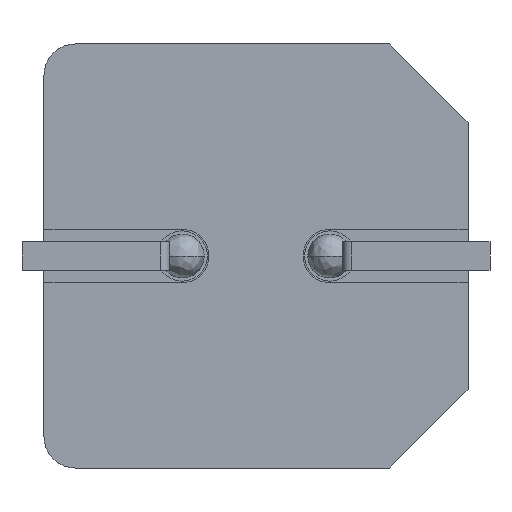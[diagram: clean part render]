
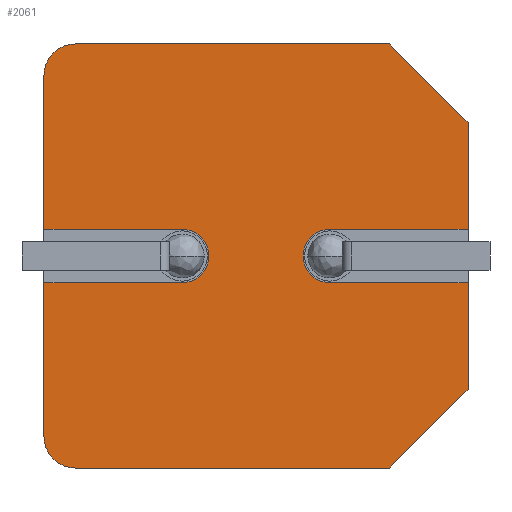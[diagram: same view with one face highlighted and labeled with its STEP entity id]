
A CAD part, front view. The second image highlights one B-rep face of the part: STEP entity #2061.
In plain terms, the highlighted planar face has unit normal (0, -1, 0).
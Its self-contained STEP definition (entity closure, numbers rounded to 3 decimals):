
#28 = VERTEX_POINT ( 'NONE', #141 ) ;
#38 = DIRECTION ( 'NONE',  ( 1., 0., 0. ) ) ;
#52 = CIRCLE ( 'NONE', #2548, 1. ) ;
#73 = VERTEX_POINT ( 'NONE', #1614 ) ;
#75 = LINE ( 'NONE', #2035, #2184 ) ;
#111 = VECTOR ( 'NONE', #3654, 1000. ) ;
#141 = CARTESIAN_POINT ( 'NONE',  ( 6.75, 0., -0.85 ) ) ;
#224 = EDGE_CURVE ( 'NONE', #1917, #73, #3702, .T. ) ;
#280 = CIRCLE ( 'NONE', #1782, 0.85 ) ;
#288 = CARTESIAN_POINT ( 'NONE',  ( -5.75, 0., 5.75 ) ) ;
#427 = CARTESIAN_POINT ( 'NONE',  ( 4.25, 0., -6.75 ) ) ;
#429 = EDGE_CURVE ( 'NONE', #1743, #1439, #3730, .T. ) ;
#459 = ORIENTED_EDGE ( 'NONE', *, *, #1333, .T. ) ;
#495 = EDGE_CURVE ( 'NONE', #3679, #1834, #759, .T. ) ;
#498 = VECTOR ( 'NONE', #3549, 1000. ) ;
#511 = ORIENTED_EDGE ( 'NONE', *, *, #2407, .T. ) ;
#519 = CARTESIAN_POINT ( 'NONE',  ( -2.35, 0., 0. ) ) ;
#552 = VECTOR ( 'NONE', #2246, 1000. ) ;
#623 = ORIENTED_EDGE ( 'NONE', *, *, #1464, .T. ) ;
#637 = EDGE_CURVE ( 'NONE', #656, #3065, #755, .T. ) ;
#656 = VERTEX_POINT ( 'NONE', #2991 ) ;
#736 = ORIENTED_EDGE ( 'NONE', *, *, #224, .T. ) ;
#755 = LINE ( 'NONE', #1726, #1613 ) ;
#759 = CIRCLE ( 'NONE', #2321, 0.85 ) ;
#808 = EDGE_CURVE ( 'NONE', #1017, #1708, #855, .T. ) ;
#820 = CARTESIAN_POINT ( 'NONE',  ( 6.75, 0., 4.25 ) ) ;
#834 = CARTESIAN_POINT ( 'NONE',  ( 0., 0., 0. ) ) ;
#855 = LINE ( 'NONE', #947, #3072 ) ;
#864 = CARTESIAN_POINT ( 'NONE',  ( -6.75, 0., 5.75 ) ) ;
#873 = CARTESIAN_POINT ( 'NONE',  ( -6.75, 0., -5.75 ) ) ;
#896 = CARTESIAN_POINT ( 'NONE',  ( 2.35, 0., -0.85 ) ) ;
#907 = DIRECTION ( 'NONE',  ( 0., 1., 0. ) ) ;
#926 = ORIENTED_EDGE ( 'NONE', *, *, #3655, .F. ) ;
#947 = CARTESIAN_POINT ( 'NONE',  ( -6.75, 0., 0. ) ) ;
#983 = CIRCLE ( 'NONE', #1360, 1. ) ;
#1014 = VECTOR ( 'NONE', #2862, 1000. ) ;
#1017 = VERTEX_POINT ( 'NONE', #1671 ) ;
#1066 = DIRECTION ( 'NONE',  ( -1., 0., 0. ) ) ;
#1068 = LINE ( 'NONE', #3026, #3700 ) ;
#1078 = ORIENTED_EDGE ( 'NONE', *, *, #1109, .T. ) ;
#1090 = CARTESIAN_POINT ( 'NONE',  ( 0., 0., 0.85 ) ) ;
#1109 = EDGE_CURVE ( 'NONE', #1439, #3107, #1733, .T. ) ;
#1239 = FACE_OUTER_BOUND ( 'NONE', #2581, .T. ) ;
#1307 = ORIENTED_EDGE ( 'NONE', *, *, #495, .T. ) ;
#1325 = AXIS2_PLACEMENT_3D ( 'NONE', #834, #1405, #3554 ) ;
#1333 = EDGE_CURVE ( 'NONE', #28, #3679, #1068, .T. ) ;
#1360 = AXIS2_PLACEMENT_3D ( 'NONE', #288, #907, #2158 ) ;
#1392 = CARTESIAN_POINT ( 'NONE',  ( -2.35, 0., -0.85 ) ) ;
#1405 = DIRECTION ( 'NONE',  ( 0., -1., 0. ) ) ;
#1416 = CARTESIAN_POINT ( 'NONE',  ( -5.75, 0., -6.75 ) ) ;
#1439 = VERTEX_POINT ( 'NONE', #3619 ) ;
#1464 = EDGE_CURVE ( 'NONE', #3065, #1468, #1636, .T. ) ;
#1468 = VERTEX_POINT ( 'NONE', #3058 ) ;
#1485 = VECTOR ( 'NONE', #1621, 1000. ) ;
#1510 = CARTESIAN_POINT ( 'NONE',  ( 6.75, 0., 4.25 ) ) ;
#1613 = VECTOR ( 'NONE', #2298, 1000. ) ;
#1614 = CARTESIAN_POINT ( 'NONE',  ( 6.75, 0., -4.25 ) ) ;
#1621 = DIRECTION ( 'NONE',  ( 0., 0., -1. ) ) ;
#1625 = ORIENTED_EDGE ( 'NONE', *, *, #2430, .T. ) ;
#1628 = DIRECTION ( 'NONE',  ( 1., 0., 0. ) ) ;
#1636 = LINE ( 'NONE', #1510, #111 ) ;
#1670 = EDGE_CURVE ( 'NONE', #1834, #656, #3232, .T. ) ;
#1671 = CARTESIAN_POINT ( 'NONE',  ( -6.75, 0., -0.85 ) ) ;
#1708 = VERTEX_POINT ( 'NONE', #873 ) ;
#1719 = DIRECTION ( 'NONE',  ( 0., 1., 0. ) ) ;
#1726 = CARTESIAN_POINT ( 'NONE',  ( 6.75, 0., 0. ) ) ;
#1733 = LINE ( 'NONE', #1090, #2719 ) ;
#1743 = VERTEX_POINT ( 'NONE', #864 ) ;
#1782 = AXIS2_PLACEMENT_3D ( 'NONE', #519, #1719, #3583 ) ;
#1791 = EDGE_CURVE ( 'NONE', #3433, #1708, #52, .T. ) ;
#1834 = VERTEX_POINT ( 'NONE', #3203 ) ;
#1917 = VERTEX_POINT ( 'NONE', #427 ) ;
#1919 = ORIENTED_EDGE ( 'NONE', *, *, #2904, .T. ) ;
#2004 = CARTESIAN_POINT ( 'NONE',  ( 2.35, 0., 0. ) ) ;
#2029 = DIRECTION ( 'NONE',  ( 0., 1., 0. ) ) ;
#2035 = CARTESIAN_POINT ( 'NONE',  ( 6.75, 0., 0. ) ) ;
#2061 = ADVANCED_FACE ( 'NONE', ( #1239 ), #3870, .T. ) ;
#2158 = DIRECTION ( 'NONE',  ( 0., 0., -1. ) ) ;
#2184 = VECTOR ( 'NONE', #3873, 1000. ) ;
#2197 = DIRECTION ( 'NONE',  ( 0., 0., -1. ) ) ;
#2246 = DIRECTION ( 'NONE',  ( 1., 0., 0. ) ) ;
#2274 = ORIENTED_EDGE ( 'NONE', *, *, #808, .T. ) ;
#2298 = DIRECTION ( 'NONE',  ( 0., 0., 1. ) ) ;
#2321 = AXIS2_PLACEMENT_3D ( 'NONE', #2004, #2029, #2637 ) ;
#2372 = EDGE_CURVE ( 'NONE', #1468, #2586, #2635, .T. ) ;
#2379 = DIRECTION ( 'NONE',  ( -1., 0., 0. ) ) ;
#2387 = ORIENTED_EDGE ( 'NONE', *, *, #1670, .T. ) ;
#2407 = EDGE_CURVE ( 'NONE', #3107, #3439, #280, .T. ) ;
#2428 = CARTESIAN_POINT ( 'NONE',  ( -2.35, 0., 0.85 ) ) ;
#2430 = EDGE_CURVE ( 'NONE', #73, #28, #75, .T. ) ;
#2433 = LINE ( 'NONE', #2837, #1014 ) ;
#2533 = ORIENTED_EDGE ( 'NONE', *, *, #1791, .F. ) ;
#2544 = ORIENTED_EDGE ( 'NONE', *, *, #637, .T. ) ;
#2548 = AXIS2_PLACEMENT_3D ( 'NONE', #3110, #2553, #2197 ) ;
#2553 = DIRECTION ( 'NONE',  ( 0., 1., 0. ) ) ;
#2581 = EDGE_LOOP ( 'NONE', ( #511, #1919, #2274, #2533, #2733, #736, #1625, #459, #1307, #2387, #2544, #623, #3247, #926, #3200, #1078 ) ) ;
#2585 = CARTESIAN_POINT ( 'NONE',  ( 0., 0., 6.75 ) ) ;
#2586 = VERTEX_POINT ( 'NONE', #3265 ) ;
#2587 = LINE ( 'NONE', #2609, #552 ) ;
#2609 = CARTESIAN_POINT ( 'NONE',  ( 0., 0., -6.75 ) ) ;
#2635 = LINE ( 'NONE', #2585, #3672 ) ;
#2637 = DIRECTION ( 'NONE',  ( 0., 0., -1. ) ) ;
#2719 = VECTOR ( 'NONE', #1628, 1000. ) ;
#2733 = ORIENTED_EDGE ( 'NONE', *, *, #3918, .T. ) ;
#2837 = CARTESIAN_POINT ( 'NONE',  ( 0., 0., -0.85 ) ) ;
#2862 = DIRECTION ( 'NONE',  ( -1., 0., 0. ) ) ;
#2904 = EDGE_CURVE ( 'NONE', #3439, #1017, #2433, .T. ) ;
#2991 = CARTESIAN_POINT ( 'NONE',  ( 6.75, 0., 0.85 ) ) ;
#3026 = CARTESIAN_POINT ( 'NONE',  ( 0., 0., -0.85 ) ) ;
#3058 = CARTESIAN_POINT ( 'NONE',  ( 4.25, 0., 6.75 ) ) ;
#3065 = VERTEX_POINT ( 'NONE', #820 ) ;
#3072 = VECTOR ( 'NONE', #3950, 1000. ) ;
#3107 = VERTEX_POINT ( 'NONE', #2428 ) ;
#3110 = CARTESIAN_POINT ( 'NONE',  ( -5.75, 0., -5.75 ) ) ;
#3180 = VECTOR ( 'NONE', #38, 1000. ) ;
#3200 = ORIENTED_EDGE ( 'NONE', *, *, #429, .T. ) ;
#3203 = CARTESIAN_POINT ( 'NONE',  ( 2.35, 0., 0.85 ) ) ;
#3232 = LINE ( 'NONE', #3444, #3180 ) ;
#3247 = ORIENTED_EDGE ( 'NONE', *, *, #2372, .T. ) ;
#3265 = CARTESIAN_POINT ( 'NONE',  ( -5.75, 0., 6.75 ) ) ;
#3433 = VERTEX_POINT ( 'NONE', #1416 ) ;
#3439 = VERTEX_POINT ( 'NONE', #1392 ) ;
#3444 = CARTESIAN_POINT ( 'NONE',  ( 0., 0., 0.85 ) ) ;
#3510 = CARTESIAN_POINT ( 'NONE',  ( -6.75, 0., 0. ) ) ;
#3516 = CARTESIAN_POINT ( 'NONE',  ( 4.25, 0., -6.75 ) ) ;
#3549 = DIRECTION ( 'NONE',  ( 0.707, 0., 0.707 ) ) ;
#3554 = DIRECTION ( 'NONE',  ( 0., 0., -1. ) ) ;
#3583 = DIRECTION ( 'NONE',  ( 0., 0., -1. ) ) ;
#3619 = CARTESIAN_POINT ( 'NONE',  ( -6.75, 0., 0.85 ) ) ;
#3654 = DIRECTION ( 'NONE',  ( -0.707, 0., 0.707 ) ) ;
#3655 = EDGE_CURVE ( 'NONE', #1743, #2586, #983, .T. ) ;
#3672 = VECTOR ( 'NONE', #1066, 1000. ) ;
#3679 = VERTEX_POINT ( 'NONE', #896 ) ;
#3700 = VECTOR ( 'NONE', #2379, 1000. ) ;
#3702 = LINE ( 'NONE', #3516, #498 ) ;
#3730 = LINE ( 'NONE', #3510, #1485 ) ;
#3870 = PLANE ( 'NONE',  #1325 ) ;
#3873 = DIRECTION ( 'NONE',  ( 0., 0., 1. ) ) ;
#3918 = EDGE_CURVE ( 'NONE', #3433, #1917, #2587, .T. ) ;
#3950 = DIRECTION ( 'NONE',  ( 0., 0., -1. ) ) ;
